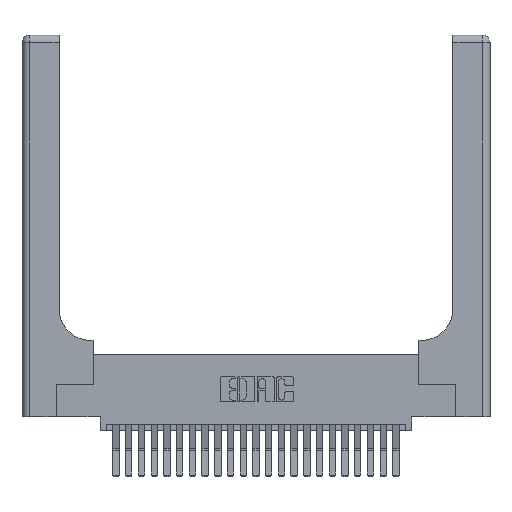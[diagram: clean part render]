
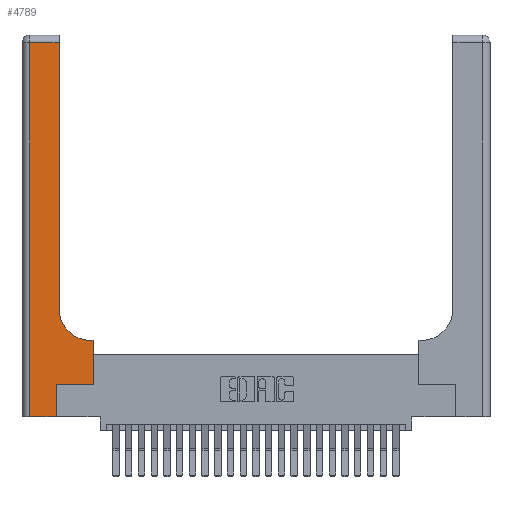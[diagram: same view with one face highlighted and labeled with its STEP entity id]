
A CAD part, top view. The second image highlights one B-rep face of the part: STEP entity #4789.
In plain terms, the highlighted planar face has unit normal (0, 0, 1).
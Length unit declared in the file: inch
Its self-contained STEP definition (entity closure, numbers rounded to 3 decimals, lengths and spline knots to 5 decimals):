
#259 = CARTESIAN_POINT ( 'NONE',  ( 0.5585, 0.25, 0.37 ) ) ;
#308 = PLANE ( 'NONE',  #3154 ) ;
#371 = CARTESIAN_POINT ( 'NONE',  ( 0.2915, 2.94, 0.37 ) ) ;
#1146 = VERTEX_POINT ( 'NONE', #24761 ) ;
#2146 = LINE ( 'NONE', #259, #11688 ) ;
#2336 = DIRECTION ( 'NONE',  ( -1., 0., 0. ) ) ;
#3154 = AXIS2_PLACEMENT_3D ( 'NONE', #24396, #18428, #2336 ) ;
#3693 = CARTESIAN_POINT ( 'NONE',  ( 0.5585, 0.6, 0.37 ) ) ;
#4040 = VECTOR ( 'NONE', #4859, 39.37008 ) ;
#4140 = ORIENTED_EDGE ( 'NONE', *, *, #22371, .T. ) ;
#4789 = ADVANCED_FACE ( 'NONE', ( #20610 ), #308, .F. ) ;
#4859 = DIRECTION ( 'NONE',  ( 0., -1., 0. ) ) ;
#5451 = EDGE_CURVE ( 'NONE', #16358, #8128, #22118, .T. ) ;
#6096 = VECTOR ( 'NONE', #13236, 39.37008 ) ;
#6308 = CARTESIAN_POINT ( 'NONE',  ( 0., 0., 0.37 ) ) ;
#6342 = VERTEX_POINT ( 'NONE', #3693 ) ;
#6725 = ORIENTED_EDGE ( 'NONE', *, *, #5451, .T. ) ;
#7024 = ORIENTED_EDGE ( 'NONE', *, *, #13256, .T. ) ;
#7125 = EDGE_CURVE ( 'NONE', #25213, #6342, #2146, .T. ) ;
#7200 = VECTOR ( 'NONE', #21728, 39.37008 ) ;
#7614 = VECTOR ( 'NONE', #7881, 39.37008 ) ;
#7881 = DIRECTION ( 'NONE',  ( 1., 0., 0. ) ) ;
#8128 = VERTEX_POINT ( 'NONE', #9823 ) ;
#8155 = CARTESIAN_POINT ( 'NONE',  ( 0.2915, 3., 0.37 ) ) ;
#8353 = CIRCLE ( 'NONE', #9665, 0.25 ) ;
#9448 = LINE ( 'NONE', #14959, #4040 ) ;
#9665 = AXIS2_PLACEMENT_3D ( 'NONE', #21681, #9678, #23662 ) ;
#9678 = DIRECTION ( 'NONE',  ( 0., 0., -1. ) ) ;
#9823 = CARTESIAN_POINT ( 'NONE',  ( 0.269, 0.25, 0.37 ) ) ;
#9988 = LINE ( 'NONE', #15023, #25286 ) ;
#10494 = ORIENTED_EDGE ( 'NONE', *, *, #24424, .T. ) ;
#11688 = VECTOR ( 'NONE', #16472, 39.37008 ) ;
#12119 = CARTESIAN_POINT ( 'NONE',  ( 0.5415, 0.6, 0.37 ) ) ;
#12310 = VERTEX_POINT ( 'NONE', #16912 ) ;
#13236 = DIRECTION ( 'NONE',  ( 0., 1., 0. ) ) ;
#13256 = EDGE_CURVE ( 'NONE', #12310, #16358, #13633, .T. ) ;
#13358 = ORIENTED_EDGE ( 'NONE', *, *, #25753, .T. ) ;
#13633 = LINE ( 'NONE', #6308, #7614 ) ;
#14475 = EDGE_LOOP ( 'NONE', ( #10494, #4140, #13358, #7024, #6725, #15282, #17226, #25939, #21919 ) ) ;
#14647 = CARTESIAN_POINT ( 'NONE',  ( 0.269, 0.25, 0.37 ) ) ;
#14959 = CARTESIAN_POINT ( 'NONE',  ( 0.06, 3., 0.37 ) ) ;
#15023 = CARTESIAN_POINT ( 'NONE',  ( 0.2915, 0.6, 0.37 ) ) ;
#15282 = ORIENTED_EDGE ( 'NONE', *, *, #23914, .T. ) ;
#16358 = VERTEX_POINT ( 'NONE', #24371 ) ;
#16390 = DIRECTION ( 'NONE',  ( 1., 0., 0. ) ) ;
#16472 = DIRECTION ( 'NONE',  ( 0., 1., 0. ) ) ;
#16912 = CARTESIAN_POINT ( 'NONE',  ( 0.06, 0., 0.37 ) ) ;
#17015 = DIRECTION ( 'NONE',  ( -1., 0., 0. ) ) ;
#17069 = VECTOR ( 'NONE', #18273, 39.37008 ) ;
#17196 = CARTESIAN_POINT ( 'NONE',  ( 0.5585, 0.25, 0.37 ) ) ;
#17226 = ORIENTED_EDGE ( 'NONE', *, *, #7125, .T. ) ;
#17735 = CARTESIAN_POINT ( 'NONE',  ( 0., 2.94, 0.37 ) ) ;
#17749 = VERTEX_POINT ( 'NONE', #12119 ) ;
#18057 = EDGE_CURVE ( 'NONE', #6342, #17749, #9988, .T. ) ;
#18273 = DIRECTION ( 'NONE',  ( 0., 1., 0. ) ) ;
#18428 = DIRECTION ( 'NONE',  ( 0., 0., -1. ) ) ;
#18518 = LINE ( 'NONE', #14647, #23792 ) ;
#18814 = EDGE_CURVE ( 'NONE', #17749, #25766, #8353, .T. ) ;
#19157 = CARTESIAN_POINT ( 'NONE',  ( 0.269, 0., 0.37 ) ) ;
#20610 = FACE_OUTER_BOUND ( 'NONE', #14475, .T. ) ;
#21534 = VERTEX_POINT ( 'NONE', #371 ) ;
#21681 = CARTESIAN_POINT ( 'NONE',  ( 0.5415, 0.85, 0.37 ) ) ;
#21728 = DIRECTION ( 'NONE',  ( -1., 0., 0. ) ) ;
#21919 = ORIENTED_EDGE ( 'NONE', *, *, #18814, .T. ) ;
#22118 = LINE ( 'NONE', #19157, #6096 ) ;
#22346 = LINE ( 'NONE', #8155, #17069 ) ;
#22371 = EDGE_CURVE ( 'NONE', #21534, #1146, #23188, .T. ) ;
#23188 = LINE ( 'NONE', #17735, #7200 ) ;
#23662 = DIRECTION ( 'NONE',  ( 1., 0., 0. ) ) ;
#23792 = VECTOR ( 'NONE', #16390, 39.37008 ) ;
#23914 = EDGE_CURVE ( 'NONE', #8128, #25213, #18518, .T. ) ;
#24371 = CARTESIAN_POINT ( 'NONE',  ( 0.269, 0., 0.37 ) ) ;
#24396 = CARTESIAN_POINT ( 'NONE',  ( 0., 3., 0.37 ) ) ;
#24424 = EDGE_CURVE ( 'NONE', #25766, #21534, #22346, .T. ) ;
#24761 = CARTESIAN_POINT ( 'NONE',  ( 0.06, 2.94, 0.37 ) ) ;
#24914 = CARTESIAN_POINT ( 'NONE',  ( 0.2915, 0.85, 0.37 ) ) ;
#25213 = VERTEX_POINT ( 'NONE', #17196 ) ;
#25286 = VECTOR ( 'NONE', #17015, 39.37008 ) ;
#25753 = EDGE_CURVE ( 'NONE', #1146, #12310, #9448, .T. ) ;
#25766 = VERTEX_POINT ( 'NONE', #24914 ) ;
#25939 = ORIENTED_EDGE ( 'NONE', *, *, #18057, .T. ) ;
